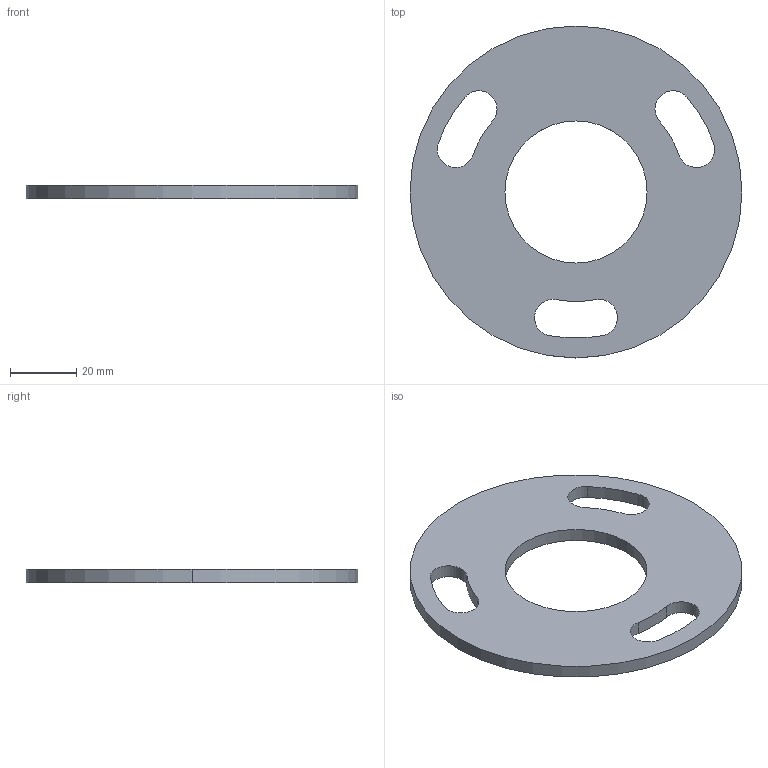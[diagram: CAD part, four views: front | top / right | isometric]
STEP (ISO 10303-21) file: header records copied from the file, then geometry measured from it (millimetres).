
FILE_DESCRIPTION (( 'STEP AP203' ), '1' );
FILE_NAME ('A_0946-100x4-N-B.STEP', '2024-12-02T14:29:24', ( '' ), ( '' ), 'SwSTEP 2.0', 'SolidWorks 2019', '' );
FILE_SCHEMA (( 'CONFIG_CONTROL_DESIGN' ));
Length unit declared in the file: millimetre
Products named in the file (1): A_0946-100x4-N-B
Bounding box: 100 x 100 x 4 mm (x, y, z)
Volume: 22662.3 mm3; surface area: 13878.2 mm2
Topology: 1 solids, 1 shells, 21 faces, 57 edges, 38 vertices
Faces by surface type: cylinder 19, plane 2
Entity records: 782 total; most frequent: DIRECTION 139, CARTESIAN_POINT 117, ORIENTED_EDGE 114, AXIS2_PLACEMENT_3D 60, EDGE_CURVE 57, CIRCLE 38, VERTEX_POINT 38, EDGE_LOOP 29
